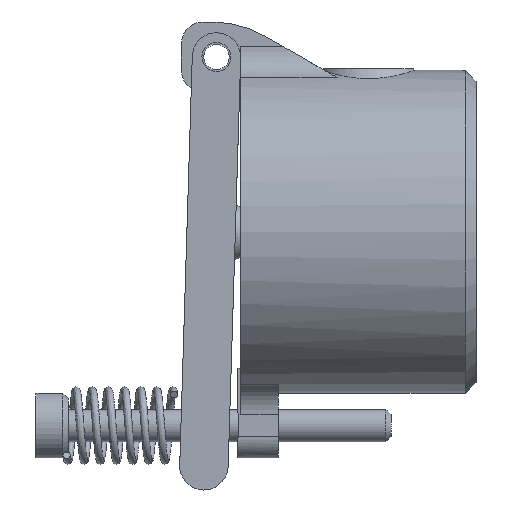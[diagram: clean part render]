
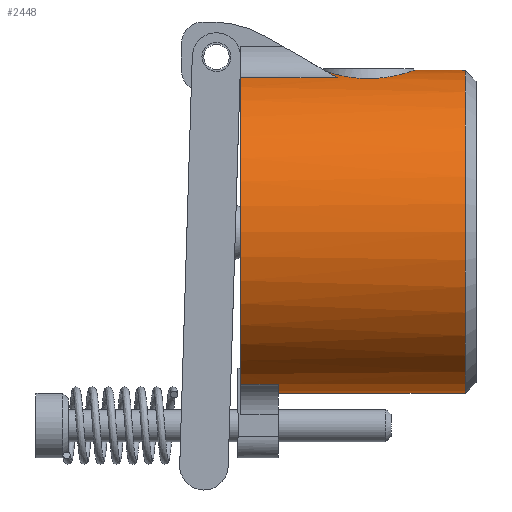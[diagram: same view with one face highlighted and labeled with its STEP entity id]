
A CAD part, left-side view. The second image highlights one B-rep face of the part: STEP entity #2448.
In plain terms, the highlighted cylindrical face has radius 15 mm (diameter 30 mm), a full revolution.
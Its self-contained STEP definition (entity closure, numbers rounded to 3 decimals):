
#143=ELLIPSE('',#2747,30.,15.);
#145=ELLIPSE('',#2749,30.,15.);
#212=CYLINDRICAL_SURFACE('',#2790,15.);
#267=FACE_OUTER_BOUND('',#406,.T.);
#406=EDGE_LOOP('',(#1786,#1787,#1788,#1789,#1790,#1791,#1792,#1793,#1794,
#1795,#1796,#1797,#1798,#1799,#1800,#1801,#1802));
#554=CIRCLE('',#2767,15.);
#567=CIRCLE('',#2791,15.);
#568=CIRCLE('',#2792,15.);
#569=CIRCLE('',#2793,15.);
#570=CIRCLE('',#2794,15.);
#571=CIRCLE('',#2795,15.);
#704=B_SPLINE_CURVE_WITH_KNOTS('',3,(#4286,#4287,#4288,#4289,#4290,#4291,
#4292,#4293),.UNSPECIFIED.,.F.,.F.,(4,2,2,4),(0.886,1.018,
1.19,1.363),.UNSPECIFIED.);
#705=B_SPLINE_CURVE_WITH_KNOTS('',3,(#4295,#4296,#4297,#4298,#4299,#4300,
#4301,#4302,#4303,#4304,#4305,#4306,#4307,#4308,#4309,#4310,#4311,#4312),
 .UNSPECIFIED.,.F.,.F.,(4,2,2,2,2,2,2,2,4),(1.363,1.54,
1.717,1.881,2.045,2.208,2.372,
2.549,2.726),.UNSPECIFIED.);
#706=B_SPLINE_CURVE_WITH_KNOTS('',3,(#4313,#4314,#4315,#4316,#4317,#4318,
#4319,#4320),.UNSPECIFIED.,.F.,.F.,(4,2,2,4),(0.,0.173,0.345,
0.477),.UNSPECIFIED.);
#785=LINE('',#4265,#926);
#786=LINE('',#4268,#927);
#788=LINE('',#4278,#929);
#789=LINE('',#4281,#930);
#790=LINE('',#4283,#931);
#926=VECTOR('',#3180,10.);
#927=VECTOR('',#3183,10.);
#929=VECTOR('',#3193,15.);
#930=VECTOR('',#3196,10.);
#931=VECTOR('',#3197,10.);
#1056=VERTEX_POINT('',#4108);
#1057=VERTEX_POINT('',#4110);
#1058=VERTEX_POINT('',#4112);
#1059=VERTEX_POINT('',#4114);
#1077=VERTEX_POINT('',#4157);
#1078=VERTEX_POINT('',#4159);
#1099=VERTEX_POINT('',#4263);
#1100=VERTEX_POINT('',#4267);
#1102=VERTEX_POINT('',#4273);
#1103=VERTEX_POINT('',#4274);
#1104=VERTEX_POINT('',#4277);
#1105=VERTEX_POINT('',#4279);
#1106=VERTEX_POINT('',#4282);
#1107=VERTEX_POINT('',#4285);
#1108=VERTEX_POINT('',#4294);
#1314=EDGE_CURVE('',#1057,#1056,#143,.T.);
#1316=EDGE_CURVE('',#1059,#1058,#145,.T.);
#1338=EDGE_CURVE('',#1078,#1077,#554,.T.);
#1371=EDGE_CURVE('',#1099,#1056,#785,.T.);
#1372=EDGE_CURVE('',#1059,#1100,#786,.T.);
#1375=EDGE_CURVE('',#1102,#1103,#567,.T.);
#1376=EDGE_CURVE('',#1103,#1102,#568,.T.);
#1377=EDGE_CURVE('',#1103,#1104,#788,.T.);
#1378=EDGE_CURVE('',#1104,#1105,#569,.T.);
#1379=EDGE_CURVE('',#1078,#1105,#789,.T.);
#1380=EDGE_CURVE('',#1106,#1077,#790,.T.);
#1381=EDGE_CURVE('',#1106,#1100,#570,.T.);
#1382=EDGE_CURVE('',#1058,#1107,#704,.T.);
#1383=EDGE_CURVE('',#1107,#1108,#705,.T.);
#1384=EDGE_CURVE('',#1108,#1057,#706,.T.);
#1385=EDGE_CURVE('',#1099,#1104,#571,.T.);
#1786=ORIENTED_EDGE('',*,*,#1375,.F.);
#1787=ORIENTED_EDGE('',*,*,#1376,.F.);
#1788=ORIENTED_EDGE('',*,*,#1377,.T.);
#1789=ORIENTED_EDGE('',*,*,#1378,.T.);
#1790=ORIENTED_EDGE('',*,*,#1379,.F.);
#1791=ORIENTED_EDGE('',*,*,#1338,.T.);
#1792=ORIENTED_EDGE('',*,*,#1380,.F.);
#1793=ORIENTED_EDGE('',*,*,#1381,.T.);
#1794=ORIENTED_EDGE('',*,*,#1372,.F.);
#1795=ORIENTED_EDGE('',*,*,#1316,.T.);
#1796=ORIENTED_EDGE('',*,*,#1382,.T.);
#1797=ORIENTED_EDGE('',*,*,#1383,.T.);
#1798=ORIENTED_EDGE('',*,*,#1384,.T.);
#1799=ORIENTED_EDGE('',*,*,#1314,.T.);
#1800=ORIENTED_EDGE('',*,*,#1371,.F.);
#1801=ORIENTED_EDGE('',*,*,#1385,.T.);
#1802=ORIENTED_EDGE('',*,*,#1377,.F.);
#2448=ADVANCED_FACE('',(#267),#212,.T.);
#2747=AXIS2_PLACEMENT_3D('',#4111,#3076,#3077);
#2749=AXIS2_PLACEMENT_3D('',#4115,#3080,#3081);
#2767=AXIS2_PLACEMENT_3D('',#4160,#3124,#3125);
#2790=AXIS2_PLACEMENT_3D('',#4272,#3187,#3188);
#2791=AXIS2_PLACEMENT_3D('',#4275,#3189,#3190);
#2792=AXIS2_PLACEMENT_3D('',#4276,#3191,#3192);
#2793=AXIS2_PLACEMENT_3D('',#4280,#3194,#3195);
#2794=AXIS2_PLACEMENT_3D('',#4284,#3198,#3199);
#2795=AXIS2_PLACEMENT_3D('',#4321,#3200,#3201);
#3076=DIRECTION('center_axis',(0.,-0.5,0.866));
#3077=DIRECTION('ref_axis',(0.,0.866,0.5));
#3080=DIRECTION('center_axis',(0.,-0.5,0.866));
#3081=DIRECTION('ref_axis',(0.,0.866,0.5));
#3124=DIRECTION('center_axis',(0.,-1.,0.));
#3125=DIRECTION('ref_axis',(1.,0.,0.));
#3180=DIRECTION('',(0.,-1.,0.));
#3183=DIRECTION('',(0.,1.,0.));
#3187=DIRECTION('center_axis',(0.,-1.,0.));
#3188=DIRECTION('ref_axis',(1.,0.,0.));
#3189=DIRECTION('center_axis',(0.,-1.,0.));
#3190=DIRECTION('ref_axis',(-1.,0.,0.));
#3191=DIRECTION('center_axis',(0.,-1.,0.));
#3192=DIRECTION('ref_axis',(-1.,0.,0.));
#3193=DIRECTION('',(0.,1.,0.));
#3194=DIRECTION('center_axis',(0.,-1.,0.));
#3195=DIRECTION('ref_axis',(1.,0.,0.));
#3196=DIRECTION('',(0.,1.,0.));
#3197=DIRECTION('',(0.,-1.,0.));
#3198=DIRECTION('center_axis',(0.,-1.,0.));
#3199=DIRECTION('ref_axis',(1.,0.,0.));
#3200=DIRECTION('center_axis',(0.,-1.,0.));
#3201=DIRECTION('ref_axis',(1.,0.,0.));
#4108=CARTESIAN_POINT('',(-4.458,12.899,14.322));
#4110=CARTESIAN_POINT('',(-2.078,13.823,14.855));
#4111=CARTESIAN_POINT('Origin',(0.,-11.908,
0.));
#4112=CARTESIAN_POINT('',(2.078,13.823,14.855));
#4114=CARTESIAN_POINT('',(4.458,12.899,14.322));
#4115=CARTESIAN_POINT('Origin',(0.,-11.908,
0.));
#4157=CARTESIAN_POINT('',(5.,18.367,-14.142));
#4159=CARTESIAN_POINT('',(-5.,18.367,-14.142));
#4160=CARTESIAN_POINT('Origin',(0.,18.367,
0.));
#4263=CARTESIAN_POINT('',(-4.458,21.867,14.322));
#4265=CARTESIAN_POINT('',(-4.458,10.934,14.322));
#4267=CARTESIAN_POINT('',(4.458,21.867,14.322));
#4268=CARTESIAN_POINT('',(4.458,10.934,14.322));
#4272=CARTESIAN_POINT('Origin',(0.,10.934,
0.));
#4273=CARTESIAN_POINT('',(15.,1.,0.));
#4274=CARTESIAN_POINT('',(-15.,1.,0.));
#4275=CARTESIAN_POINT('Origin',(0.,1.,
0.));
#4276=CARTESIAN_POINT('Origin',(0.,1.,
0.));
#4277=CARTESIAN_POINT('',(-15.,21.867,0.));
#4278=CARTESIAN_POINT('',(-15.,10.934,0.));
#4279=CARTESIAN_POINT('',(-5.,21.867,-14.142));
#4280=CARTESIAN_POINT('Origin',(0.,21.867,
0.));
#4281=CARTESIAN_POINT('',(-5.,10.934,-14.142));
#4282=CARTESIAN_POINT('',(5.,21.867,-14.142));
#4283=CARTESIAN_POINT('',(5.,10.934,-14.142));
#4284=CARTESIAN_POINT('Origin',(0.,21.867,
0.));
#4285=CARTESIAN_POINT('',(4.704,10.,14.243));
#4286=CARTESIAN_POINT('Ctrl Pts',(2.078,13.823,14.855));
#4287=CARTESIAN_POINT('Ctrl Pts',(2.501,13.632,14.796));
#4288=CARTESIAN_POINT('Ctrl Pts',(2.89,13.382,14.723));
#4289=CARTESIAN_POINT('Ctrl Pts',(3.651,12.731,14.556));
#4290=CARTESIAN_POINT('Ctrl Pts',(4.039,12.253,14.449));
#4291=CARTESIAN_POINT('Ctrl Pts',(4.566,11.175,14.291));
#4292=CARTESIAN_POINT('Ctrl Pts',(4.704,10.575,14.243));
#4293=CARTESIAN_POINT('Ctrl Pts',(4.704,10.,14.243));
#4294=CARTESIAN_POINT('',(-4.704,10.,14.243));
#4295=CARTESIAN_POINT('Ctrl Pts',(4.704,10.,14.243));
#4296=CARTESIAN_POINT('Ctrl Pts',(4.704,9.41,14.243));
#4297=CARTESIAN_POINT('Ctrl Pts',(4.559,8.797,14.293));
#4298=CARTESIAN_POINT('Ctrl Pts',(4.008,7.7,14.457));
#4299=CARTESIAN_POINT('Ctrl Pts',(3.603,7.216,14.568));
#4300=CARTESIAN_POINT('Ctrl Pts',(2.739,6.503,14.754));
#4301=CARTESIAN_POINT('Ctrl Pts',(2.229,6.211,14.844));
#4302=CARTESIAN_POINT('Ctrl Pts',(1.133,5.826,14.967));
#4303=CARTESIAN_POINT('Ctrl Pts',(0.546,5.733,15.));
#4304=CARTESIAN_POINT('Ctrl Pts',(-0.546,5.733,15.));
#4305=CARTESIAN_POINT('Ctrl Pts',(-1.133,5.826,14.967));
#4306=CARTESIAN_POINT('Ctrl Pts',(-2.229,6.211,14.844));
#4307=CARTESIAN_POINT('Ctrl Pts',(-2.739,6.503,14.754));
#4308=CARTESIAN_POINT('Ctrl Pts',(-3.603,7.216,14.568));
#4309=CARTESIAN_POINT('Ctrl Pts',(-4.008,7.7,14.457));
#4310=CARTESIAN_POINT('Ctrl Pts',(-4.559,8.797,14.293));
#4311=CARTESIAN_POINT('Ctrl Pts',(-4.704,9.41,14.243));
#4312=CARTESIAN_POINT('Ctrl Pts',(-4.704,10.,14.243));
#4313=CARTESIAN_POINT('Ctrl Pts',(-4.704,10.,14.243));
#4314=CARTESIAN_POINT('Ctrl Pts',(-4.704,10.575,14.243));
#4315=CARTESIAN_POINT('Ctrl Pts',(-4.566,11.175,14.291));
#4316=CARTESIAN_POINT('Ctrl Pts',(-4.039,12.253,14.449));
#4317=CARTESIAN_POINT('Ctrl Pts',(-3.651,12.731,14.556));
#4318=CARTESIAN_POINT('Ctrl Pts',(-2.89,13.382,14.723));
#4319=CARTESIAN_POINT('Ctrl Pts',(-2.501,13.632,14.796));
#4320=CARTESIAN_POINT('Ctrl Pts',(-2.078,13.823,14.855));
#4321=CARTESIAN_POINT('Origin',(0.,21.867,
0.));
